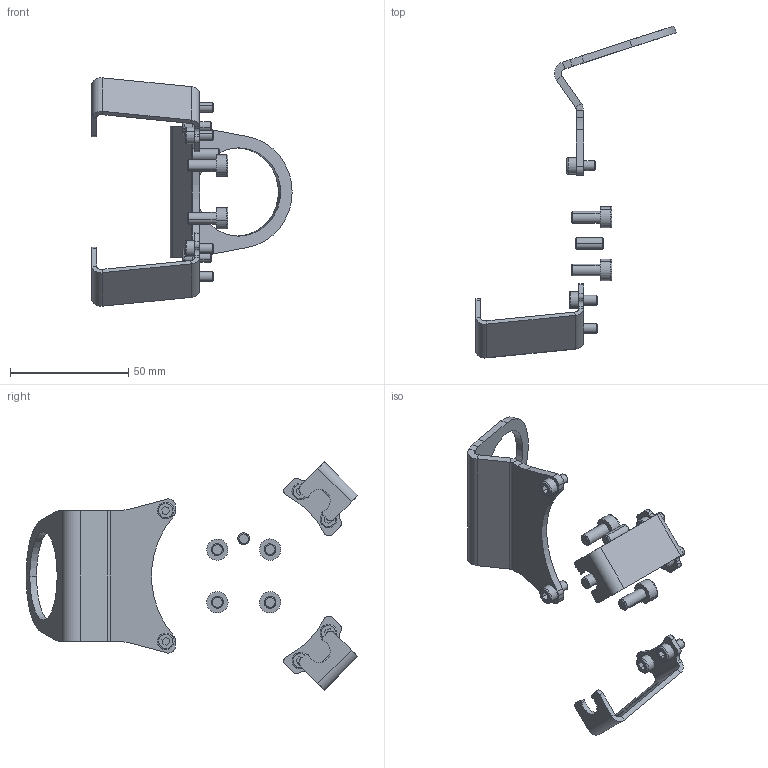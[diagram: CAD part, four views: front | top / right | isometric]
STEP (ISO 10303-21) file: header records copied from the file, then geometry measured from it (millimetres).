
FILE_DESCRIPTION (( 'STEP AP214' ), '1' );
FILE_NAME ('P5322.STEP', '2022-02-03T14:57:18', ( '' ), ( '' ), 'SwSTEP 2.0', 'SolidWorks 2019', '' );
FILE_SCHEMA (( 'AUTOMOTIVE_DESIGN' ));
Length unit declared in the file: millimetre
Products named in the file (1): P5322
Bounding box: 84.65 x 140.22 x 96.51 mm (x, y, z)
Volume: 20095.5 mm3; surface area: 19043.6 mm2
Topology: 14 solids, 14 shells, 546 faces, 1312 edges, 844 vertices
Faces by surface type: plane 250, bspline 138, cylinder 114, cone 24, torus 20
Entity records: 29337 total; most frequent: CARTESIAN_POINT 11129, ORIENTED_EDGE 2624, DIRECTION 2146, EDGE_CURVE 1312, VERTEX_POINT 844, LINE 744, VECTOR 744, AXIS2_PLACEMENT_3D 701
